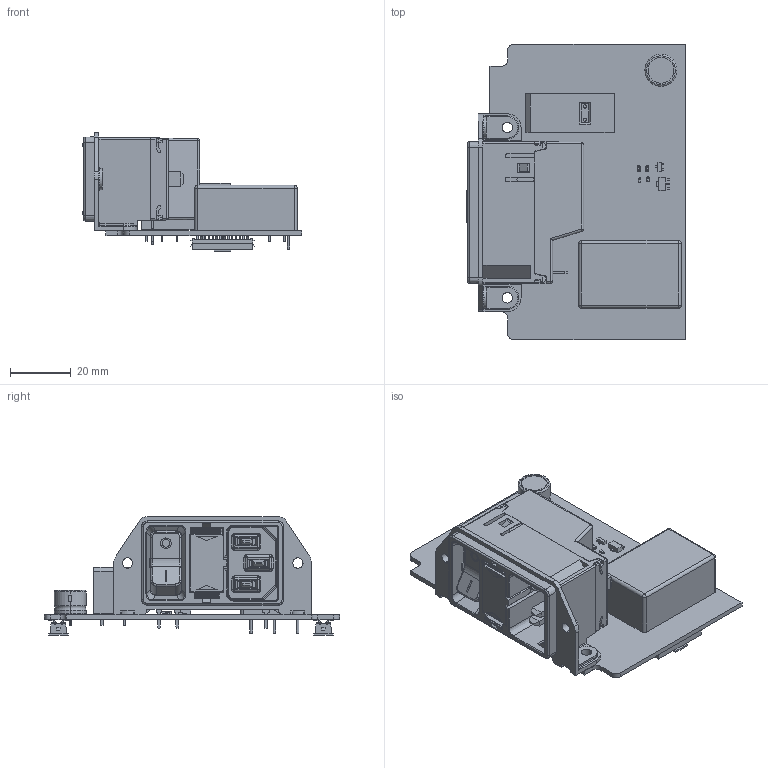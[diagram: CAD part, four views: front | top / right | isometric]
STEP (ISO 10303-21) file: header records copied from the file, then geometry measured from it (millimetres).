
FILE_DESCRIPTION(('Open CASCADE Model'),'2;1');
FILE_NAME('Open CASCADE Shape Model','2025-02-21T00:08:55',('Author'),( 'Open CASCADE'),'Open CASCADE STEP processor 7.5','Open CASCADE 7.5' ,'Unknown');
FILE_SCHEMA(('AUTOMOTIVE_DESIGN { 1 0 10303 214 1 1 1 1 }'));
Length unit declared in the file: millimetre
Products named in the file (27): PCB; Board; Open CASCADE STEP translator 7.5 2.1.1; P2; 690357281476; Pin; Pick Pad; P1; IC2; PWS_MEANWELL_IRM-02; IC1; ANALOG-DEVICES_SOT-89(RK-3); C3; CAPC1608X87N; C2; C1; CAPPR500-1050X800; T9; SOT95P240X110-3N; RL2; REL_OMRON_G2RL-24; D6; SODFL1608X65N; D5; J3; SCHURTER_DD21.0121.1111
Assembly tree (42 placements, depth 4):
  PCB
    Board
      Open CASCADE STEP translator 7.5 2.1.1
    P2
      690357281476
        Pin  x14
        Pick Pad
        690357281476
    P1
      690357281476
        Pin  x14
        Pick Pad
        690357281476
    IC2
      PWS_MEANWELL_IRM-02
    IC1
      ANALOG-DEVICES_SOT-89(RK-3)
    C3
      CAPC1608X87N
    C2
      CAPC1608X87N
    C1
      CAPPR500-1050X800
    T9
      SOT95P240X110-3N
    RL2
      REL_OMRON_G2RL-24
    D6
      SODFL1608X65N
    D5
      SODFL1608X65N
    J3
      SCHURTER_DD21.0121.1111
Bounding box: 72.05 x 97 x 39.01 mm (x, y, z)
Volume: 59502.3 mm3; surface area: 43309.7 mm2
Topology: 85 solids, 85 shells, 2785 faces, 7388 edges, 4783 vertices
Faces by surface type: plane 1905, cylinder 685, bspline 107, torus 38, sphere 34, cone 16
Full cylindrical faces by diameter (mm): 0.8 x2, 0.9 x8, 1.3 x8, 1.5 x2, 1.7 x1, 3.4 x2
Entity records: 57336 total; most frequent: CARTESIAN_POINT 14920, ORIENTED_EDGE 8360, DIRECTION 8044, EDGE_CURVE 4180, LINE 3250, VECTOR 3250, VERTEX_POINT 2703, AXIS2_PLACEMENT_3D 2397
